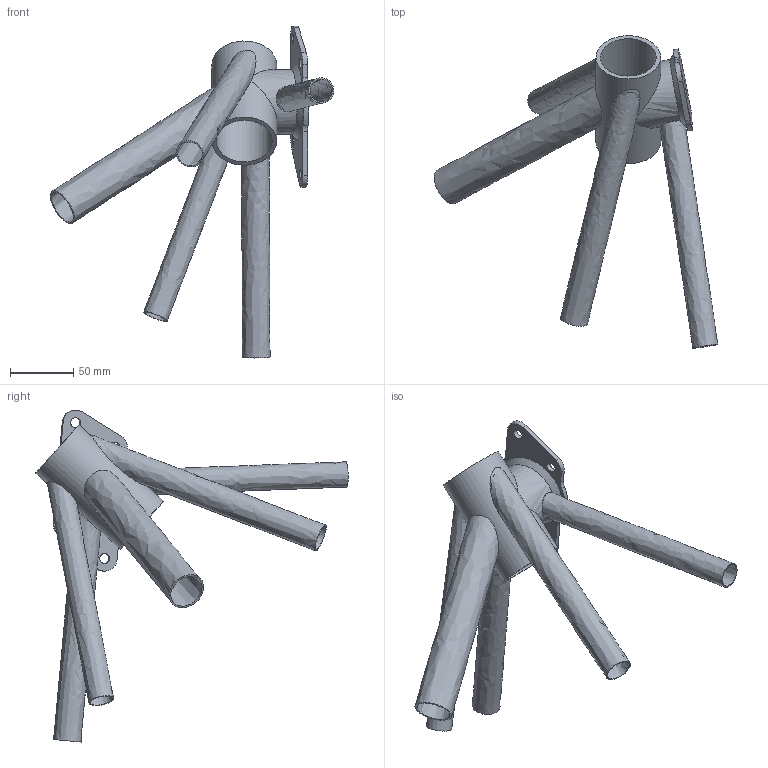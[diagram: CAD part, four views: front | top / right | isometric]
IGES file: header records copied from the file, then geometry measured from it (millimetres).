
Global section: file name: No Iges File Name specified; native system: Autodesk Inventor 2013; preprocessor: AutoDesk Inventor Iges Exporter R2013; author: AndreBednarz; date: 20150519.182353; units: millimetre
Bounding box: 223.56 x 246.22 x 261.63 mm (x, y, z)
Volume: 149581.8 mm3; surface area: 166547.7 mm2
Topology: 7 solids, 8 shells, 61 faces, 147 edges, 101 vertices
Faces by surface type: bspline 61
